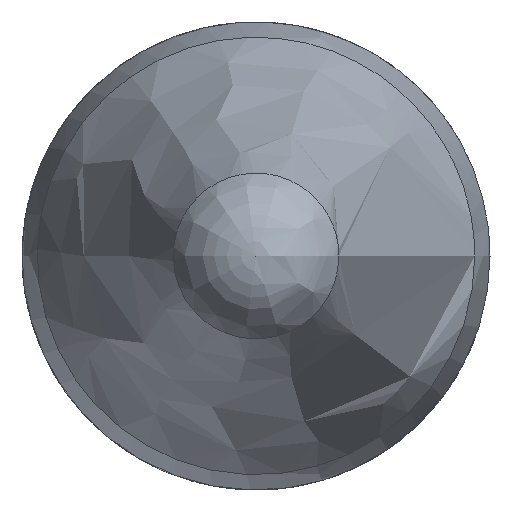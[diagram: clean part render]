
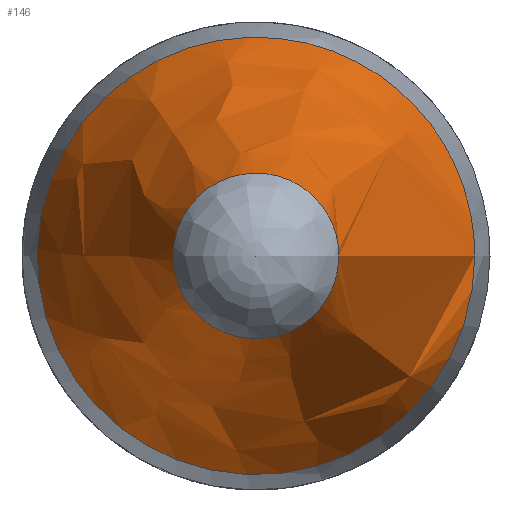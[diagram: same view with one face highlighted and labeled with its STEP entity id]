
A CAD part, left-side view. The second image highlights one B-rep face of the part: STEP entity #146.
In plain terms, the highlighted free-form (B-spline) face has degree [5, 3] with [6, 4] control points.
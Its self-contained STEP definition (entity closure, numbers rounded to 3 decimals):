
#38 = CARTESIAN_POINT ('', (1.006, -1.416, 0.));
#39 = VERTEX_POINT ('', #38);
#50 = CARTESIAN_POINT ('', (1.006, -1.416, 0.));
#51 = CARTESIAN_POINT ('', (1.006, -1.416, -5.666));
#52 = CARTESIAN_POINT ('', (1.006, 4.249, -2.833));
#53 = CARTESIAN_POINT ('', (1.006, 4.249, 2.833));
#54 = CARTESIAN_POINT ('', (1.006, -1.416, 5.666));
#55 = CARTESIAN_POINT ('', (1.006, -1.416, 0.));
#56 = (
   BOUNDED_CURVE ()
   B_SPLINE_CURVE (5, (#50, #51, #52, #53, #54, #55), .UNSPECIFIED., .T., .U.)
   B_SPLINE_CURVE_WITH_KNOTS ((6, 6), (0., 1.), .UNSPECIFIED.)
   CURVE ()
   GEOMETRIC_REPRESENTATION_ITEM ()
   RATIONAL_B_SPLINE_CURVE ((5., 1., 1., 1., 1., 5.))
   REPRESENTATION_ITEM ('')
);
#57 = EDGE_CURVE ('', #39, #39, #56, .T.);
#99 = CARTESIAN_POINT ('', (7.391, -3.74, 0.));
#100 = VERTEX_POINT ('', #99);
#101 = CARTESIAN_POINT ('', (1.006, -1.416, 0.));
#102 = CARTESIAN_POINT ('', (3.145, -2.162, 0.));
#103 = CARTESIAN_POINT ('', (5.273, -2.937, 0.));
#104 = CARTESIAN_POINT ('', (7.391, -3.74, 0.));
#105 = B_SPLINE_CURVE_WITH_KNOTS ('', 3, (#101, #102, #103, #104), .UNSPECIFIED., .F., .U., (4, 4), (0., 1.), .UNSPECIFIED.);
#106 = EDGE_CURVE ('', #39, #100, #105, .T.);
#107 = ORIENTED_EDGE ('', *, *, #106, .F.);
#108 = ORIENTED_EDGE ('', *, *, #57, .T.);
#109 = ORIENTED_EDGE ('', *, *, #106, .T.);
#110 = CARTESIAN_POINT ('', (7.391, -3.74, 0.));
#111 = CARTESIAN_POINT ('', (7.391, -3.74, -14.96));
#112 = CARTESIAN_POINT ('', (7.391, 11.22, -7.48));
#113 = CARTESIAN_POINT ('', (7.391, 11.22, 7.48));
#114 = CARTESIAN_POINT ('', (7.391, -3.74, 14.96));
#115 = CARTESIAN_POINT ('', (7.391, -3.74, 0.));
#116 = (
   BOUNDED_CURVE ()
   B_SPLINE_CURVE (5, (#110, #111, #112, #113, #114, #115), .UNSPECIFIED., .T., .U.)
   B_SPLINE_CURVE_WITH_KNOTS ((6, 6), (0., 1.), .UNSPECIFIED.)
   CURVE ()
   GEOMETRIC_REPRESENTATION_ITEM ()
   RATIONAL_B_SPLINE_CURVE ((5., 1., 1., 1., 1., 5.))
   REPRESENTATION_ITEM ('')
);
#117 = EDGE_CURVE ('', #100, #100, #116, .T.);
#118 = ORIENTED_EDGE ('', *, *, #117, .F.);
#119 = EDGE_LOOP ('', (#107, #108, #109, #118));
#120 = FACE_OUTER_BOUND ('', #119, .T.);
#121 = CARTESIAN_POINT ('', (1.006, -1.416, 0.));
#122 = CARTESIAN_POINT ('', (3.145, -2.162, 0.));
#123 = CARTESIAN_POINT ('', (5.273, -2.937, 0.));
#124 = CARTESIAN_POINT ('', (7.391, -3.74, 0.));
#125 = CARTESIAN_POINT ('', (1.006, -1.416, -5.666));
#126 = CARTESIAN_POINT ('', (3.145, -2.162, -8.648));
#127 = CARTESIAN_POINT ('', (5.273, -2.937, -11.746));
#128 = CARTESIAN_POINT ('', (7.391, -3.74, -14.96));
#129 = CARTESIAN_POINT ('', (1.006, 4.249, -2.833));
#130 = CARTESIAN_POINT ('', (3.145, 6.486, -4.324));
#131 = CARTESIAN_POINT ('', (5.273, 8.81, -5.873));
#132 = CARTESIAN_POINT ('', (7.391, 11.22, -7.48));
#133 = CARTESIAN_POINT ('', (1.006, 4.249, 2.833));
#134 = CARTESIAN_POINT ('', (3.145, 6.486, 4.324));
#135 = CARTESIAN_POINT ('', (5.273, 8.81, 5.873));
#136 = CARTESIAN_POINT ('', (7.391, 11.22, 7.48));
#137 = CARTESIAN_POINT ('', (1.006, -1.416, 5.666));
#138 = CARTESIAN_POINT ('', (3.145, -2.162, 8.648));
#139 = CARTESIAN_POINT ('', (5.273, -2.937, 11.746));
#140 = CARTESIAN_POINT ('', (7.391, -3.74, 14.96));
#141 = CARTESIAN_POINT ('', (1.006, -1.416, 0.));
#142 = CARTESIAN_POINT ('', (3.145, -2.162, 0.));
#143 = CARTESIAN_POINT ('', (5.273, -2.937, 0.));
#144 = CARTESIAN_POINT ('', (7.391, -3.74, 0.));
#145 = (
   BOUNDED_SURFACE ()
   B_SPLINE_SURFACE (5, 3, ((#121, #122, #123, #124), (#125, #126, #127, #128), (#129, #130, #131, #132), (#133, #134, #135, #136), (#137, #138, #139, #140), (#141, #142, #143, #144)), .UNSPECIFIED., .T., .F., .U.)
   B_SPLINE_SURFACE_WITH_KNOTS ((6, 6), (4, 4), (0., 1.), (0., 1.), .UNSPECIFIED.)
   SURFACE ()
   GEOMETRIC_REPRESENTATION_ITEM ()
   RATIONAL_B_SPLINE_SURFACE (((5., 5., 5., 5.), (1., 1., 1., 1.), (1., 1., 1., 1.), (1., 1., 1., 1.), (1., 1., 1., 1.), (5., 5., 5., 5.)))
   REPRESENTATION_ITEM ('')
);
#146 = ADVANCED_FACE ('', (#120), #145, .T.);
